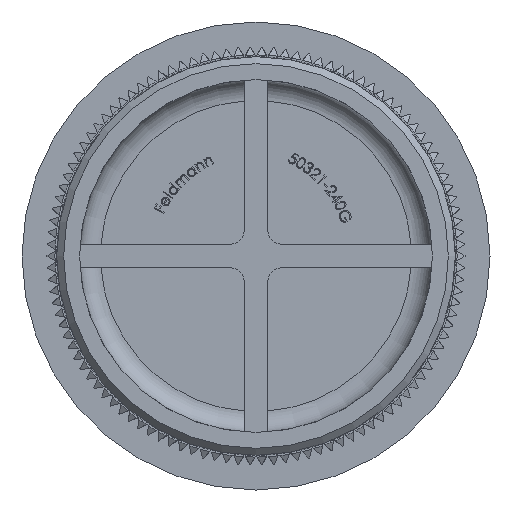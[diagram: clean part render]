
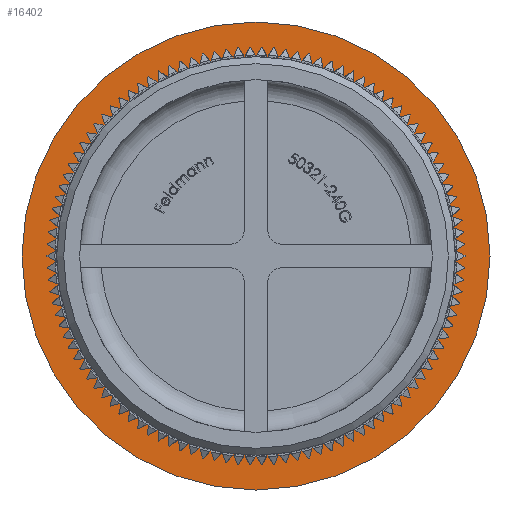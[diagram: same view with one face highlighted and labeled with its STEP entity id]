
A CAD part, front view. The second image highlights one B-rep face of the part: STEP entity #16402.
In plain terms, the highlighted planar face has unit normal (0, -1, 0).
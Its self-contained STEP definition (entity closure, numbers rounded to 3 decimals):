
#1138 = CIRCLE ( 'NONE', #18521, 14.35 ) ;
#1943 = EDGE_LOOP ( 'NONE', ( #15432 ) ) ;
#3253 = AXIS2_PLACEMENT_3D ( 'NONE', #6417, #26417, #6170 ) ;
#3541 = PLANE ( 'NONE',  #3253 ) ;
#3822 = CARTESIAN_POINT ( 'NONE',  ( 0., 12.2, -16.85 ) ) ;
#3899 = DIRECTION ( 'NONE',  ( 0., -1., 0. ) ) ;
#4801 = CIRCLE ( 'NONE', #26284, 16.85 ) ;
#5073 = EDGE_CURVE ( 'NONE', #12933, #12933, #4801, .T. ) ;
#6170 = DIRECTION ( 'NONE',  ( 0., 0., -1. ) ) ;
#6417 = CARTESIAN_POINT ( 'NONE',  ( 16.85, 12.2, 0. ) ) ;
#12933 = VERTEX_POINT ( 'NONE', #3822 ) ;
#15077 = CARTESIAN_POINT ( 'NONE',  ( 0., 12.2, -14.35 ) ) ;
#15432 = ORIENTED_EDGE ( 'NONE', *, *, #30991, .F. ) ;
#15634 = VERTEX_POINT ( 'NONE', #15077 ) ;
#16402 = ADVANCED_FACE ( 'NONE', ( #22103, #21214 ), #3541, .T. ) ;
#18124 = DIRECTION ( 'NONE',  ( 0., -1., 0. ) ) ;
#18521 = AXIS2_PLACEMENT_3D ( 'NONE', #29477, #18124, #21494 ) ;
#18675 = EDGE_LOOP ( 'NONE', ( #25332 ) ) ;
#21214 = FACE_OUTER_BOUND ( 'NONE', #18675, .T. ) ;
#21494 = DIRECTION ( 'NONE',  ( 0., 0., -1. ) ) ;
#22103 = FACE_BOUND ( 'NONE', #1943, .T. ) ;
#25332 = ORIENTED_EDGE ( 'NONE', *, *, #5073, .T. ) ;
#26284 = AXIS2_PLACEMENT_3D ( 'NONE', #31230, #3899, #32699 ) ;
#26417 = DIRECTION ( 'NONE',  ( 0., -1., 0. ) ) ;
#29477 = CARTESIAN_POINT ( 'NONE',  ( 0., 12.2, 0. ) ) ;
#30991 = EDGE_CURVE ( 'NONE', #15634, #15634, #1138, .T. ) ;
#31230 = CARTESIAN_POINT ( 'NONE',  ( 0., 12.2, 0. ) ) ;
#32699 = DIRECTION ( 'NONE',  ( 0., 0., -1. ) ) ;
